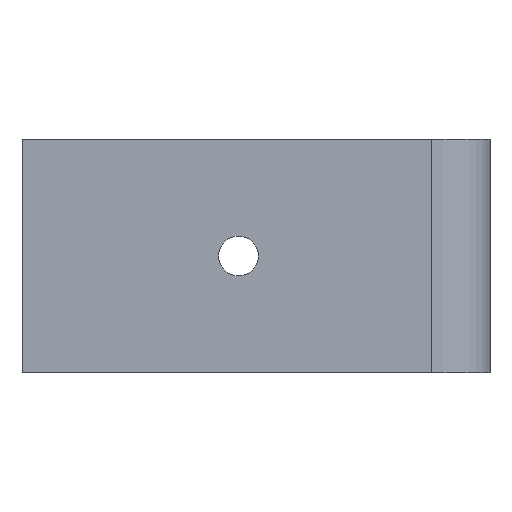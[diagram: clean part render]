
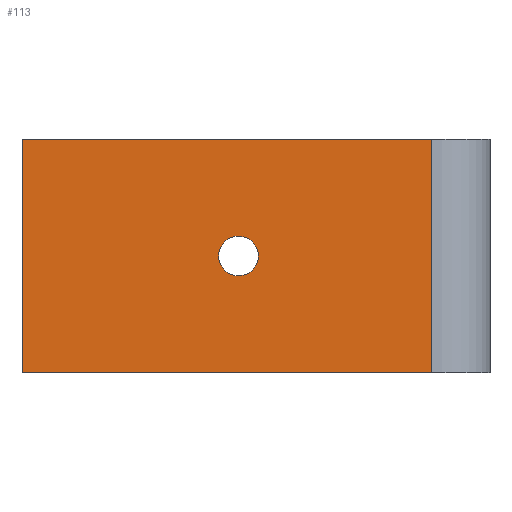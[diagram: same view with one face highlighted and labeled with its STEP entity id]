
A CAD part, left-side view. The second image highlights one B-rep face of the part: STEP entity #113.
In plain terms, the highlighted planar face has unit normal (-1, 0, 0).
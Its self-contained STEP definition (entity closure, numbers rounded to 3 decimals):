
#3 = VERTEX_POINT ( 'NONE', #454 ) ;
#8 = LINE ( 'NONE', #181, #389 ) ;
#35 = DIRECTION ( 'NONE',  ( 1., 0., 0. ) ) ;
#50 = DIRECTION ( 'NONE',  ( 0., 0., -1. ) ) ;
#51 = CARTESIAN_POINT ( 'NONE',  ( -3., 18.5, 11.7 ) ) ;
#56 = AXIS2_PLACEMENT_3D ( 'NONE', #337, #499, #50 ) ;
#59 = LINE ( 'NONE', #63, #481 ) ;
#63 = CARTESIAN_POINT ( 'NONE',  ( -3., 37., 20. ) ) ;
#71 = LINE ( 'NONE', #233, #96 ) ;
#82 = FACE_BOUND ( 'NONE', #517, .T. ) ;
#90 = DIRECTION ( 'NONE',  ( 0., 1., 0. ) ) ;
#96 = VECTOR ( 'NONE', #470, 1000. ) ;
#102 = CIRCLE ( 'NONE', #437, 1.7 ) ;
#113 = ADVANCED_FACE ( 'NONE', ( #82, #441 ), #251, .F. ) ;
#126 = ORIENTED_EDGE ( 'NONE', *, *, #271, .F. ) ;
#153 = CARTESIAN_POINT ( 'NONE',  ( -3., 18.5, 10. ) ) ;
#177 = CARTESIAN_POINT ( 'NONE',  ( -3., 18.5, 8.3 ) ) ;
#181 = CARTESIAN_POINT ( 'NONE',  ( -3., 37., 0. ) ) ;
#193 = DIRECTION ( 'NONE',  ( 1., 0., 0. ) ) ;
#214 = ORIENTED_EDGE ( 'NONE', *, *, #315, .T. ) ;
#233 = CARTESIAN_POINT ( 'NONE',  ( -3., 37., 20. ) ) ;
#251 = PLANE ( 'NONE',  #385 ) ;
#253 = VERTEX_POINT ( 'NONE', #51 ) ;
#271 = EDGE_CURVE ( 'NONE', #438, #528, #71, .T. ) ;
#273 = CIRCLE ( 'NONE', #56, 1.7 ) ;
#281 = LINE ( 'NONE', #316, #303 ) ;
#303 = VECTOR ( 'NONE', #310, 1000. ) ;
#310 = DIRECTION ( 'NONE',  ( 0., 0., 1. ) ) ;
#315 = EDGE_CURVE ( 'NONE', #438, #3, #59, .T. ) ;
#316 = CARTESIAN_POINT ( 'NONE',  ( -3., 2., 20. ) ) ;
#337 = CARTESIAN_POINT ( 'NONE',  ( -3., 18.5, 10. ) ) ;
#339 = VERTEX_POINT ( 'NONE', #390 ) ;
#345 = DIRECTION ( 'NONE',  ( 0., -1., 0. ) ) ;
#358 = ORIENTED_EDGE ( 'NONE', *, *, #374, .T. ) ;
#362 = EDGE_CURVE ( 'NONE', #339, #528, #281, .T. ) ;
#365 = CARTESIAN_POINT ( 'NONE',  ( -3., 37., 20. ) ) ;
#374 = EDGE_CURVE ( 'NONE', #448, #253, #102, .T. ) ;
#385 = AXIS2_PLACEMENT_3D ( 'NONE', #365, #35, #90 ) ;
#389 = VECTOR ( 'NONE', #345, 1000. ) ;
#390 = CARTESIAN_POINT ( 'NONE',  ( -3., 2., 0. ) ) ;
#394 = DIRECTION ( 'NONE',  ( 0., 0., -1. ) ) ;
#404 = ORIENTED_EDGE ( 'NONE', *, *, #477, .T. ) ;
#437 = AXIS2_PLACEMENT_3D ( 'NONE', #153, #193, #467 ) ;
#438 = VERTEX_POINT ( 'NONE', #452 ) ;
#441 = FACE_OUTER_BOUND ( 'NONE', #534, .T. ) ;
#444 = ORIENTED_EDGE ( 'NONE', *, *, #466, .T. ) ;
#448 = VERTEX_POINT ( 'NONE', #177 ) ;
#452 = CARTESIAN_POINT ( 'NONE',  ( -3., 37., 20. ) ) ;
#454 = CARTESIAN_POINT ( 'NONE',  ( -3., 37., 0. ) ) ;
#466 = EDGE_CURVE ( 'NONE', #3, #339, #8, .T. ) ;
#467 = DIRECTION ( 'NONE',  ( 0., 0., -1. ) ) ;
#470 = DIRECTION ( 'NONE',  ( 0., -1., 0. ) ) ;
#473 = CARTESIAN_POINT ( 'NONE',  ( -3., 2., 20. ) ) ;
#475 = ORIENTED_EDGE ( 'NONE', *, *, #362, .T. ) ;
#477 = EDGE_CURVE ( 'NONE', #253, #448, #273, .T. ) ;
#481 = VECTOR ( 'NONE', #394, 1000. ) ;
#499 = DIRECTION ( 'NONE',  ( 1., 0., 0. ) ) ;
#517 = EDGE_LOOP ( 'NONE', ( #358, #404 ) ) ;
#528 = VERTEX_POINT ( 'NONE', #473 ) ;
#534 = EDGE_LOOP ( 'NONE', ( #444, #475, #126, #214 ) ) ;
